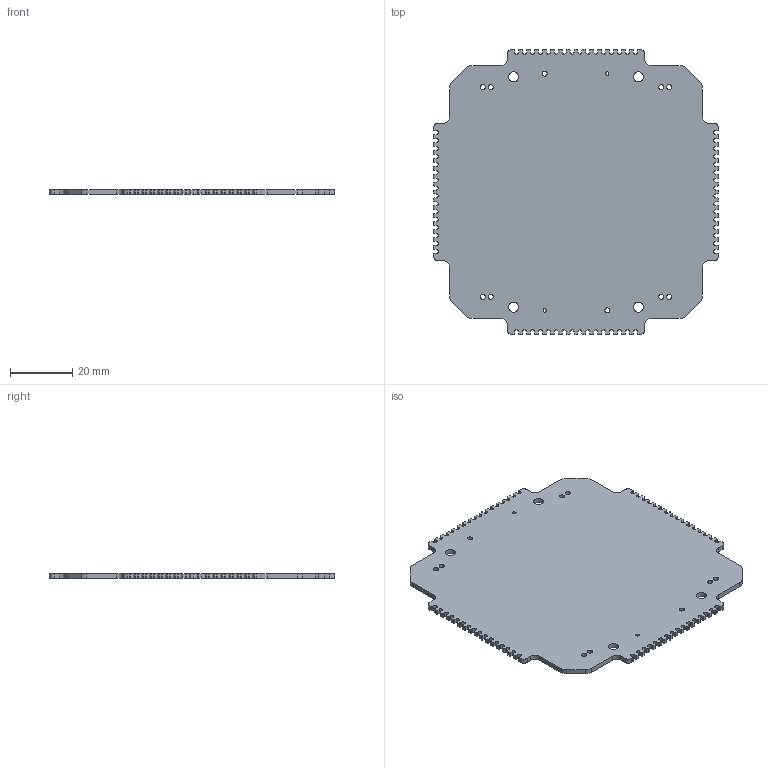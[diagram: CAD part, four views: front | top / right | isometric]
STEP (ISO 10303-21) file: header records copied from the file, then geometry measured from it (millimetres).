
FILE_DESCRIPTION(/* description */ (''),/* implementation_level */ '2;1');
FILE_NAME(/* name */ 'bac_EPS_PCB_v1r2.step',/* time_stamp */ '2024-09-25T09:40:55+02:00',/* author */ (''),/* organization */ (''),/* preprocessor_version */ 'ST-DEVELOPER v20',/* originating_system */ 'Autodesk Translation Framework v13.20.0.188',/* authorisation */ '');
FILE_SCHEMA (('AUTOMOTIVE_DESIGN { 1 0 10303 214 3 1 1 }'));
Length unit declared in the file: millimetre
Products named in the file (3): bac EPS Bay; EPS Bay; EPS PCB
Assembly tree (2 placements, depth 3):
  bac EPS Bay
    EPS Bay
      EPS PCB
Bounding box: 91.5 x 91.5 x 1.6 mm (x, y, z)
Volume: 11616.4 mm3; surface area: 15453.9 mm2
Topology: 1 solids, 1 shells, 450 faces, 1344 edges, 896 vertices
Faces by surface type: cylinder 232, plane 218
Full cylindrical faces by diameter (mm): 1.1 x2, 1.6 x2, 1.651 x8, 3.2 x4
Entity records: 15430 total; most frequent: DIRECTION 2718, CARTESIAN_POINT 2695, ORIENTED_EDGE 2688, EDGE_CURVE 1344, AXIS2_PLACEMENT_3D 919, VERTEX_POINT 896, LINE 880, VECTOR 880
